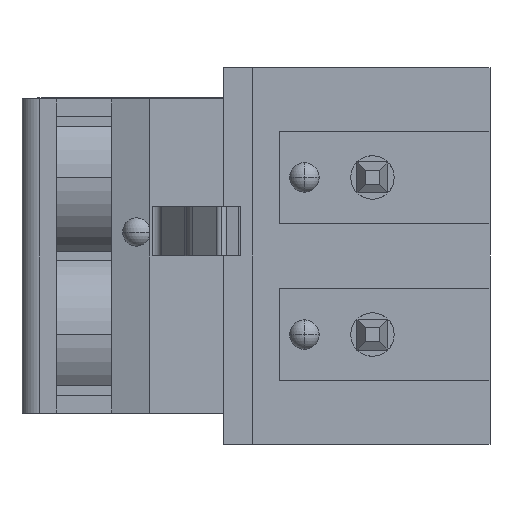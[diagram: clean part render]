
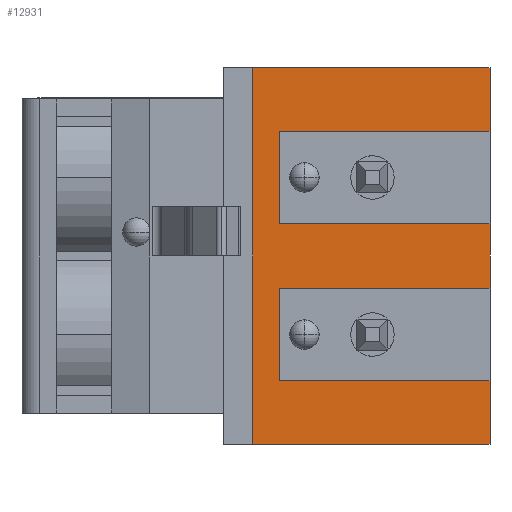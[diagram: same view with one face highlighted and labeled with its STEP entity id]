
A CAD part, front view. The second image highlights one B-rep face of the part: STEP entity #12931.
In plain terms, the highlighted planar face has unit normal (0, -1, 0).
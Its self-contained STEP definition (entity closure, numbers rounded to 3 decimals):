
#1404 = ORIENTED_EDGE ( 'NONE', *, *, #12782, .T. ) ;
#1918 = ORIENTED_EDGE ( 'NONE', *, *, #12932, .F. ) ;
#2123 = EDGE_CURVE ( 'NONE', #38282, #40312, #21287, .T. ) ;
#2455 = DIRECTION ( 'NONE',  ( 0., 0., 1. ) ) ;
#2880 = CARTESIAN_POINT ( 'NONE',  ( 0., 0., -7.12 ) ) ;
#2939 = CARTESIAN_POINT ( 'NONE',  ( 37.773, 0., -12.16 ) ) ;
#3331 = CARTESIAN_POINT ( 'NONE',  ( 37.773, 0., -2.04 ) ) ;
#3346 = ORIENTED_EDGE ( 'NONE', *, *, #42744, .T. ) ;
#4713 = VECTOR ( 'NONE', #43075, 1000. ) ;
#5053 = ORIENTED_EDGE ( 'NONE', *, *, #41224, .T. ) ;
#5072 = CARTESIAN_POINT ( 'NONE',  ( -6.8, 0., -3.62 ) ) ;
#5144 = CARTESIAN_POINT ( 'NONE',  ( -7.67, 0., 0. ) ) ;
#5417 = VECTOR ( 'NONE', #2455, 1000. ) ;
#5542 = VECTOR ( 'NONE', #30588, 1000. ) ;
#6103 = LINE ( 'NONE', #42158, #9803 ) ;
#7369 = CARTESIAN_POINT ( 'NONE',  ( 0., 0., -3.54 ) ) ;
#8106 = DIRECTION ( 'NONE',  ( 0., 0., 1. ) ) ;
#8417 = DIRECTION ( 'NONE',  ( -1., 0., 0. ) ) ;
#9248 = ORIENTED_EDGE ( 'NONE', *, *, #9747, .F. ) ;
#9747 = EDGE_CURVE ( 'NONE', #16844, #30773, #12676, .T. ) ;
#9803 = VECTOR ( 'NONE', #8106, 1000. ) ;
#10274 = DIRECTION ( 'NONE',  ( 1., 0., 0. ) ) ;
#10673 = CARTESIAN_POINT ( 'NONE',  ( 0., 0., -5.04 ) ) ;
#10757 = FACE_OUTER_BOUND ( 'NONE', #31651, .T. ) ;
#10774 = VERTEX_POINT ( 'NONE', #43935 ) ;
#12091 = CARTESIAN_POINT ( 'NONE',  ( 0., 0., 0. ) ) ;
#12430 = CARTESIAN_POINT ( 'NONE',  ( 37.773, 0., -5.04 ) ) ;
#12676 = LINE ( 'NONE', #12430, #4713 ) ;
#12782 = EDGE_CURVE ( 'NONE', #17636, #13444, #33621, .T. ) ;
#12931 = ADVANCED_FACE ( 'NONE', ( #10757 ), #34156, .T. ) ;
#12932 = EDGE_CURVE ( 'NONE', #40312, #38858, #16121, .T. ) ;
#13444 = VERTEX_POINT ( 'NONE', #24171 ) ;
#14001 = CARTESIAN_POINT ( 'NONE',  ( -6.8, 0., -3.62 ) ) ;
#14014 = LINE ( 'NONE', #14092, #21474 ) ;
#14092 = CARTESIAN_POINT ( 'NONE',  ( 37.773, 0., -7.12 ) ) ;
#14665 = VERTEX_POINT ( 'NONE', #32158 ) ;
#16121 = LINE ( 'NONE', #40891, #36776 ) ;
#16791 = ORIENTED_EDGE ( 'NONE', *, *, #36227, .F. ) ;
#16844 = VERTEX_POINT ( 'NONE', #20391 ) ;
#17636 = VERTEX_POINT ( 'NONE', #24465 ) ;
#18257 = CARTESIAN_POINT ( 'NONE',  ( 0., 0., -10.12 ) ) ;
#19477 = CARTESIAN_POINT ( 'NONE',  ( -7.67, 0., -3.54 ) ) ;
#19982 = ORIENTED_EDGE ( 'NONE', *, *, #20726, .F. ) ;
#20069 = VECTOR ( 'NONE', #33177, 1000. ) ;
#20391 = CARTESIAN_POINT ( 'NONE',  ( -6.8, 0., -5.04 ) ) ;
#20726 = EDGE_CURVE ( 'NONE', #39653, #13444, #24703, .T. ) ;
#20738 = EDGE_CURVE ( 'NONE', #10774, #38858, #6103, .T. ) ;
#20753 = VECTOR ( 'NONE', #24486, 1000. ) ;
#21042 = ORIENTED_EDGE ( 'NONE', *, *, #43377, .F. ) ;
#21287 = LINE ( 'NONE', #5072, #35036 ) ;
#21352 = CARTESIAN_POINT ( 'NONE',  ( 0., 0., -3.54 ) ) ;
#21474 = VECTOR ( 'NONE', #8417, 1000. ) ;
#22439 = CARTESIAN_POINT ( 'NONE',  ( -6.8, 0., -10.12 ) ) ;
#23081 = DIRECTION ( 'NONE',  ( 1., 0., 0. ) ) ;
#24171 = CARTESIAN_POINT ( 'NONE',  ( 0., 0., -2.04 ) ) ;
#24465 = CARTESIAN_POINT ( 'NONE',  ( -6.8, 0., -2.04 ) ) ;
#24486 = DIRECTION ( 'NONE',  ( 0., 0., -1. ) ) ;
#24689 = CARTESIAN_POINT ( 'NONE',  ( -6.8, 0., -7.12 ) ) ;
#24703 = LINE ( 'NONE', #21352, #35269 ) ;
#25832 = VERTEX_POINT ( 'NONE', #2880 ) ;
#27325 = ORIENTED_EDGE ( 'NONE', *, *, #32286, .T. ) ;
#29304 = LINE ( 'NONE', #35982, #5417 ) ;
#30159 = LINE ( 'NONE', #2939, #20069 ) ;
#30448 = CARTESIAN_POINT ( 'NONE',  ( 37.773, 0., 0. ) ) ;
#30588 = DIRECTION ( 'NONE',  ( 1., 0., 0. ) ) ;
#30773 = VERTEX_POINT ( 'NONE', #10673 ) ;
#31225 = DIRECTION ( 'NONE',  ( 0., 0., 1. ) ) ;
#31403 = EDGE_CURVE ( 'NONE', #30773, #25832, #34004, .T. ) ;
#31651 = EDGE_LOOP ( 'NONE', ( #35362, #16791, #32227, #9248, #5053, #1404, #19982, #21042, #27325, #3346, #43720, #1918 ) ) ;
#32158 = CARTESIAN_POINT ( 'NONE',  ( -7.67, 0., -12.16 ) ) ;
#32227 = ORIENTED_EDGE ( 'NONE', *, *, #31403, .F. ) ;
#32286 = EDGE_CURVE ( 'NONE', #42638, #14665, #38063, .T. ) ;
#32657 = DIRECTION ( 'NONE',  ( 0., 0., -1. ) ) ;
#33177 = DIRECTION ( 'NONE',  ( 1., 0., 0. ) ) ;
#33621 = LINE ( 'NONE', #3331, #38311 ) ;
#34004 = LINE ( 'NONE', #7369, #20753 ) ;
#34156 = PLANE ( 'NONE',  #42819 ) ;
#35036 = VECTOR ( 'NONE', #39431, 1000. ) ;
#35269 = VECTOR ( 'NONE', #41724, 1000. ) ;
#35362 = ORIENTED_EDGE ( 'NONE', *, *, #2123, .F. ) ;
#35982 = CARTESIAN_POINT ( 'NONE',  ( -6.8, 0., -3.54 ) ) ;
#36227 = EDGE_CURVE ( 'NONE', #25832, #38282, #14014, .T. ) ;
#36776 = VECTOR ( 'NONE', #10274, 1000. ) ;
#38063 = LINE ( 'NONE', #19477, #43840 ) ;
#38282 = VERTEX_POINT ( 'NONE', #24689 ) ;
#38311 = VECTOR ( 'NONE', #23081, 1000. ) ;
#38858 = VERTEX_POINT ( 'NONE', #18257 ) ;
#39431 = DIRECTION ( 'NONE',  ( 0., 0., -1. ) ) ;
#39653 = VERTEX_POINT ( 'NONE', #12091 ) ;
#40312 = VERTEX_POINT ( 'NONE', #22439 ) ;
#40891 = CARTESIAN_POINT ( 'NONE',  ( 37.773, 0., -10.12 ) ) ;
#41191 = DIRECTION ( 'NONE',  ( 0., -1., 0. ) ) ;
#41224 = EDGE_CURVE ( 'NONE', #16844, #17636, #29304, .T. ) ;
#41724 = DIRECTION ( 'NONE',  ( 0., 0., -1. ) ) ;
#42158 = CARTESIAN_POINT ( 'NONE',  ( 0., 0., -3.62 ) ) ;
#42638 = VERTEX_POINT ( 'NONE', #5144 ) ;
#42744 = EDGE_CURVE ( 'NONE', #14665, #10774, #30159, .T. ) ;
#42819 = AXIS2_PLACEMENT_3D ( 'NONE', #14001, #41191, #31225 ) ;
#43075 = DIRECTION ( 'NONE',  ( 1., 0., 0. ) ) ;
#43377 = EDGE_CURVE ( 'NONE', #42638, #39653, #43697, .T. ) ;
#43697 = LINE ( 'NONE', #30448, #5542 ) ;
#43720 = ORIENTED_EDGE ( 'NONE', *, *, #20738, .T. ) ;
#43840 = VECTOR ( 'NONE', #32657, 1000. ) ;
#43935 = CARTESIAN_POINT ( 'NONE',  ( 0., 0., -12.16 ) ) ;
